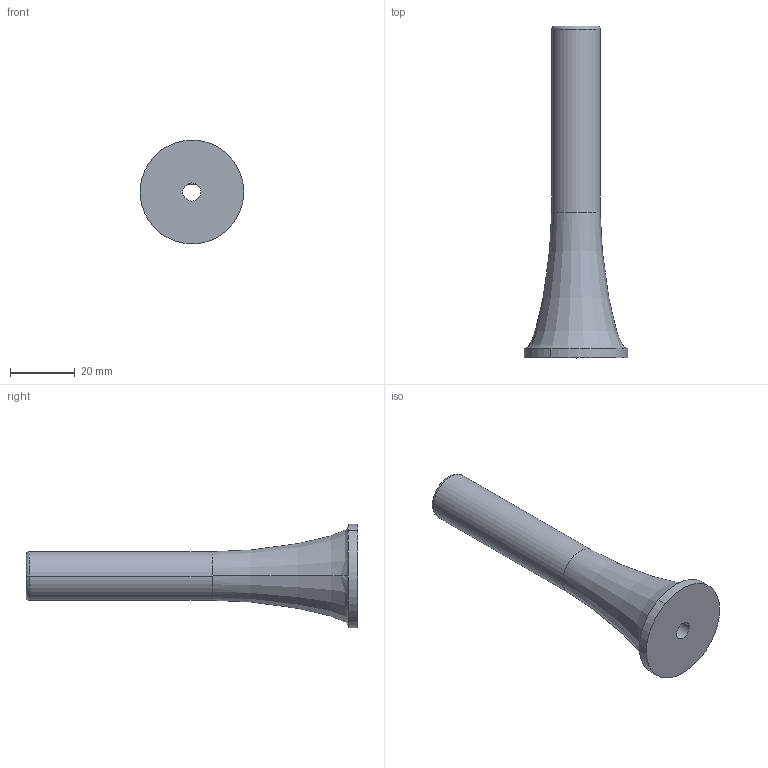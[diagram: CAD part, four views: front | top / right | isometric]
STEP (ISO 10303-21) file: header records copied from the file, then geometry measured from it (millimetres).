
FILE_DESCRIPTION((''),'2;1');
FILE_NAME('encoder_to_wheel_attach','2024-03-08T02:19:39',('biafra'),(''),'CREO PARAMETRIC BY PTC INC, 2022073','CREO PARAMETRIC BY PTC INC, 2022073','');
FILE_SCHEMA(('CONFIG_CONTROL_DESIGN'));
Length unit declared in the file: millimetre
Products named in the file (1): encoder_to_wheel_attach
Bounding box: 31.95 x 102.4 x 32 mm (x, y, z)
Volume: 22814.5 mm3; surface area: 8632 mm2
Topology: 1 solids, 1 shells, 17 faces, 38 edges, 24 vertices
Faces by surface type: cylinder 7, plane 6, revolution 2, torus 2
Entity records: 610 total; most frequent: CARTESIAN_POINT 169, DIRECTION 90, ORIENTED_EDGE 76, EDGE_CURVE 38, AXIS2_PLACEMENT_3D 37, VERTEX_POINT 24, CIRCLE 22, EDGE_LOOP 20
